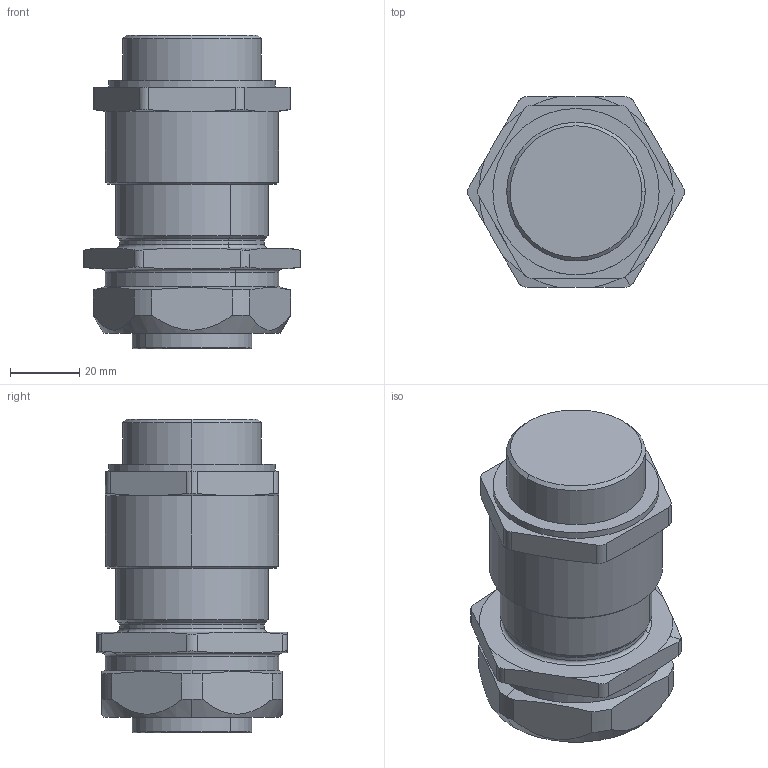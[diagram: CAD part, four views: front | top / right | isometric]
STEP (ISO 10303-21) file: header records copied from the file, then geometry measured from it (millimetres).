
FILE_DESCRIPTION (( 'STEP AP203' ), '1' );
FILE_NAME ('KAEPM5MHK-35.STEP', '2023-03-30T07:26:29', ( '' ), ( '' ), 'SwSTEP 2.0', 'SolidWorks 2022', '' );
FILE_SCHEMA (( 'CONFIG_CONTROL_DESIGN' ));
Length unit declared in the file: millimetre
Products named in the file (1): KAEPM5MHK-35
Bounding box: 62.56 x 54.99 x 90.45 mm (x, y, z)
Volume: 164129.4 mm3; surface area: 20560 mm2
Topology: 1 solids, 2 shells, 106 faces, 267 edges, 170 vertices
Faces by surface type: cylinder 36, cone 35, plane 27, torus 8
Entity records: 3810 total; most frequent: CARTESIAN_POINT 1231, ORIENTED_EDGE 534, DIRECTION 517, EDGE_CURVE 267, AXIS2_PLACEMENT_3D 214, VERTEX_POINT 170, EDGE_LOOP 113, CIRCLE 107
